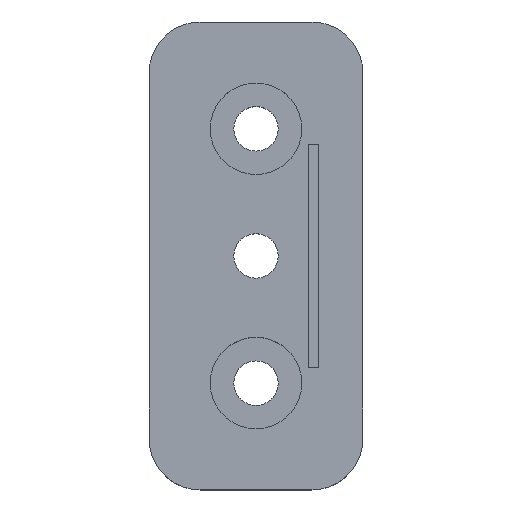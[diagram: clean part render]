
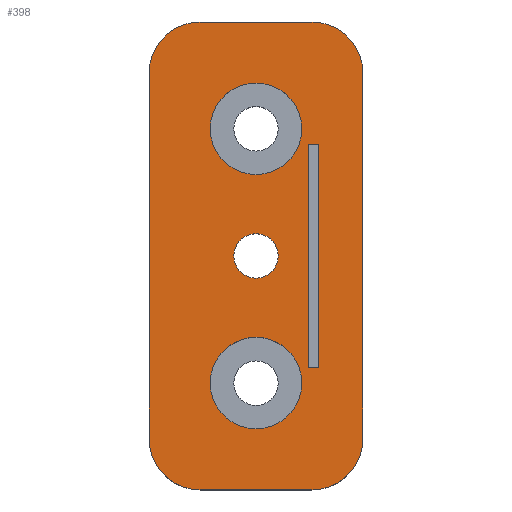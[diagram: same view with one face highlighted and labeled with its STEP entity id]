
A CAD part, top view. The second image highlights one B-rep face of the part: STEP entity #398.
In plain terms, the highlighted planar face has unit normal (0, 0, 1).
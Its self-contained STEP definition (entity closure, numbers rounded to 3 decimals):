
#25=FACE_BOUND('',#85,.T.);
#26=FACE_BOUND('',#86,.T.);
#27=FACE_BOUND('',#87,.T.);
#28=FACE_BOUND('',#88,.T.);
#35=CIRCLE('',#437,4.999);
#36=CIRCLE('',#438,4.999);
#37=CIRCLE('',#439,4.999);
#38=CIRCLE('',#440,4.999);
#39=CIRCLE('',#441,4.5);
#40=CIRCLE('',#442,2.184);
#41=CIRCLE('',#443,4.5);
#60=FACE_OUTER_BOUND('',#84,.T.);
#84=EDGE_LOOP('',(#291,#292,#293,#294,#295,#296,#297,#298));
#85=EDGE_LOOP('',(#299,#300,#301,#302));
#86=EDGE_LOOP('',(#303));
#87=EDGE_LOOP('',(#304));
#88=EDGE_LOOP('',(#305));
#113=LINE('',#603,#147);
#117=LINE('',#611,#151);
#120=LINE('',#617,#154);
#123=LINE('',#622,#157);
#125=LINE('',#628,#159);
#126=LINE('',#632,#160);
#127=LINE('',#636,#161);
#128=LINE('',#640,#162);
#147=VECTOR('',#479,10.);
#151=VECTOR('',#485,10.);
#154=VECTOR('',#490,10.);
#157=VECTOR('',#495,10.);
#159=VECTOR('',#501,1.);
#160=VECTOR('',#504,1.);
#161=VECTOR('',#507,1.);
#162=VECTOR('',#510,1.);
#181=VERTEX_POINT('',#601);
#182=VERTEX_POINT('',#602);
#185=VERTEX_POINT('',#610);
#187=VERTEX_POINT('',#616);
#189=VERTEX_POINT('',#626);
#190=VERTEX_POINT('',#627);
#191=VERTEX_POINT('',#629);
#192=VERTEX_POINT('',#631);
#193=VERTEX_POINT('',#633);
#194=VERTEX_POINT('',#635);
#195=VERTEX_POINT('',#637);
#196=VERTEX_POINT('',#639);
#197=VERTEX_POINT('',#642);
#198=VERTEX_POINT('',#644);
#199=VERTEX_POINT('',#646);
#217=EDGE_CURVE('',#181,#182,#113,.T.);
#221=EDGE_CURVE('',#182,#185,#117,.T.);
#224=EDGE_CURVE('',#185,#187,#120,.T.);
#227=EDGE_CURVE('',#187,#181,#123,.T.);
#229=EDGE_CURVE('',#189,#190,#125,.T.);
#230=EDGE_CURVE('',#190,#191,#35,.T.);
#231=EDGE_CURVE('',#192,#191,#126,.T.);
#232=EDGE_CURVE('',#193,#192,#36,.T.);
#233=EDGE_CURVE('',#194,#193,#127,.T.);
#234=EDGE_CURVE('',#194,#195,#37,.T.);
#235=EDGE_CURVE('',#195,#196,#128,.T.);
#236=EDGE_CURVE('',#196,#189,#38,.T.);
#237=EDGE_CURVE('',#197,#197,#39,.T.);
#238=EDGE_CURVE('',#198,#198,#40,.T.);
#239=EDGE_CURVE('',#199,#199,#41,.T.);
#291=ORIENTED_EDGE('',*,*,#229,.T.);
#292=ORIENTED_EDGE('',*,*,#230,.T.);
#293=ORIENTED_EDGE('',*,*,#231,.F.);
#294=ORIENTED_EDGE('',*,*,#232,.F.);
#295=ORIENTED_EDGE('',*,*,#233,.F.);
#296=ORIENTED_EDGE('',*,*,#234,.T.);
#297=ORIENTED_EDGE('',*,*,#235,.T.);
#298=ORIENTED_EDGE('',*,*,#236,.T.);
#299=ORIENTED_EDGE('',*,*,#217,.T.);
#300=ORIENTED_EDGE('',*,*,#221,.T.);
#301=ORIENTED_EDGE('',*,*,#224,.T.);
#302=ORIENTED_EDGE('',*,*,#227,.T.);
#303=ORIENTED_EDGE('',*,*,#237,.T.);
#304=ORIENTED_EDGE('',*,*,#238,.F.);
#305=ORIENTED_EDGE('',*,*,#239,.T.);
#384=PLANE('',#436);
#398=ADVANCED_FACE('',(#60,#25,#26,#27,#28),#384,.T.);
#436=AXIS2_PLACEMENT_3D('',#625,#499,#500);
#437=AXIS2_PLACEMENT_3D('',#630,#502,#503);
#438=AXIS2_PLACEMENT_3D('',#634,#505,#506);
#439=AXIS2_PLACEMENT_3D('',#638,#508,#509);
#440=AXIS2_PLACEMENT_3D('',#641,#511,#512);
#441=AXIS2_PLACEMENT_3D('',#643,#513,#514);
#442=AXIS2_PLACEMENT_3D('',#645,#515,#516);
#443=AXIS2_PLACEMENT_3D('',#647,#517,#518);
#479=DIRECTION('',(0.,-1.,0.));
#485=DIRECTION('',(-1.,0.,0.));
#490=DIRECTION('',(0.,1.,0.));
#495=DIRECTION('',(1.,0.,0.));
#499=DIRECTION('center_axis',(0.,0.,1.));
#500=DIRECTION('ref_axis',(1.,0.,0.));
#501=DIRECTION('',(0.,1.,0.));
#502=DIRECTION('center_axis',(0.,0.,1.));
#503=DIRECTION('ref_axis',(0.,-1.,0.));
#504=DIRECTION('',(1.,0.,0.));
#505=DIRECTION('center_axis',(0.,0.,-1.));
#506=DIRECTION('ref_axis',(0.,-1.,0.));
#507=DIRECTION('',(0.,1.,0.));
#508=DIRECTION('center_axis',(0.,0.,1.));
#509=DIRECTION('ref_axis',(0.,-1.,0.));
#510=DIRECTION('',(1.,0.,0.));
#511=DIRECTION('center_axis',(0.,0.,1.));
#512=DIRECTION('ref_axis',(0.,-1.,0.));
#513=DIRECTION('center_axis',(0.,0.,-1.));
#514=DIRECTION('ref_axis',(-1.,0.,0.));
#515=DIRECTION('center_axis',(0.,0.,1.));
#516=DIRECTION('ref_axis',(1.,0.,0.));
#517=DIRECTION('center_axis',(0.,0.,-1.));
#518=DIRECTION('ref_axis',(-1.,0.,0.));
#601=CARTESIAN_POINT('',(6.15,11.,0.));
#602=CARTESIAN_POINT('',(6.15,-11.,0.));
#603=CARTESIAN_POINT('',(6.15,-17.,0.));
#610=CARTESIAN_POINT('',(5.15,-11.,0.));
#611=CARTESIAN_POINT('',(-2.675,-11.,0.));
#616=CARTESIAN_POINT('',(5.15,11.,0.));
#617=CARTESIAN_POINT('',(5.15,-6.,0.));
#622=CARTESIAN_POINT('',(-2.175,11.,0.));
#625=CARTESIAN_POINT('Origin',(-10.5,-23.,0.));
#626=CARTESIAN_POINT('',(10.5,-18.001,0.));
#627=CARTESIAN_POINT('',(10.5,18.001,0.));
#628=CARTESIAN_POINT('',(10.5,-23.,0.));
#629=CARTESIAN_POINT('',(5.501,23.,0.));
#630=CARTESIAN_POINT('Origin',(5.501,18.001,0.));
#631=CARTESIAN_POINT('',(-5.501,23.,0.));
#632=CARTESIAN_POINT('',(-10.5,23.,0.));
#633=CARTESIAN_POINT('',(-10.5,18.001,0.));
#634=CARTESIAN_POINT('Origin',(-5.501,18.001,0.));
#635=CARTESIAN_POINT('',(-10.5,-18.001,0.));
#636=CARTESIAN_POINT('',(-10.5,-23.,0.));
#637=CARTESIAN_POINT('',(-5.501,-23.,0.));
#638=CARTESIAN_POINT('Origin',(-5.501,-18.001,0.));
#639=CARTESIAN_POINT('',(5.501,-23.,0.));
#640=CARTESIAN_POINT('',(-10.5,-23.,0.));
#641=CARTESIAN_POINT('Origin',(5.501,-18.001,0.));
#642=CARTESIAN_POINT('',(4.5,-12.5,0.));
#643=CARTESIAN_POINT('Origin',(0.,-12.5,0.));
#644=CARTESIAN_POINT('',(-2.184,0.,0.));
#645=CARTESIAN_POINT('Origin',(0.,0.,0.));
#646=CARTESIAN_POINT('',(4.5,12.5,0.));
#647=CARTESIAN_POINT('Origin',(0.,12.5,0.));
